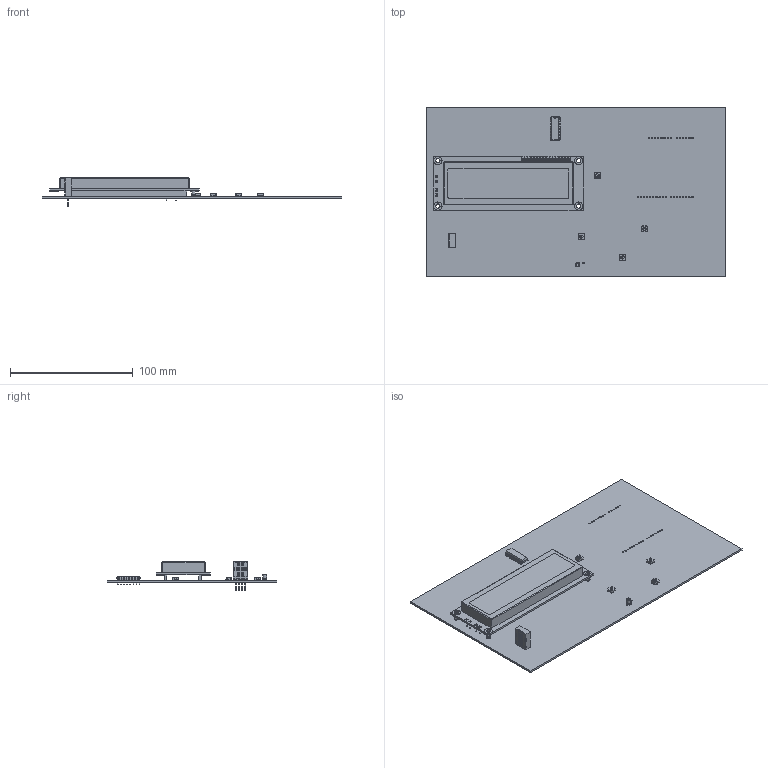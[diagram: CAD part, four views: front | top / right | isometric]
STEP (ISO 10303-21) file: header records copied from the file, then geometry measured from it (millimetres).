
FILE_DESCRIPTION(('KiCad electronic assembly'),'2;1');
FILE_NAME('circuit.step','2026-01-23T16:37:02',('Pcbnew'),('Kicad'), 'Open CASCADE STEP processor 7.8','KiCad to STEP converter','Unknown' );
FILE_SCHEMA(('AUTOMOTIVE_DESIGN { 1 0 10303 214 1 1 1 1 }'));
Length unit declared in the file: millimetre
Products named in the file (14): circuit 1; Potentiometer_Bourns_3314J_Vertical; DIP-16_W7.62mm; Aosong_DHT11_5.5x12.0_P2.54mm; CP_Elec_3x5.3; CP_Elec_3x53; L_0402_1005Metric; LCD-016N002L; Fusion032_sp; circuit_PCB
Assembly tree (16 placements, depth 3):
  circuit 1
    Potentiometer_Bourns_3314J_Vertical  x4
      Potentiometer_Bourns_3314J_Vertical
    DIP-16_W7.62mm
      DIP-16_W7.62mm
    Aosong_DHT11_5.5x12.0_P2.54mm
      Aosong_DHT11_5.5x12.0_P2.54mm
    CP_Elec_3x5.3
      CP_Elec_3x53
    L_0402_1005Metric
      L_0402_1005Metric
    LCD-016N002L
      Fusion032_sp
    circuit_PCB
Bounding box: 244.5 x 138.75 x 23.5 mm (x, y, z)
Volume: 99505.1 mm3; surface area: 86803.8 mm2
Topology: 10 solids, 10 shells, 1534 faces, 3883 edges, 2359 vertices
Faces by surface type: plane 1087, cylinder 380, bspline 30, torus 20, sphere 16, revolution 1
Full cylindrical faces by diameter (mm): 0.8 x20, 1 x52, 1.1 x40, 3 x2, 3.5 x16, 6.76 x8
Entity records: 40565 total; most frequent: CARTESIAN_POINT 6193, ORIENTED_EDGE 5610, DIRECTION 5465, EDGE_CURVE 2805, LINE 2240, VECTOR 2240, VERTEX_POINT 1723, AXIS2_PLACEMENT_3D 1612
